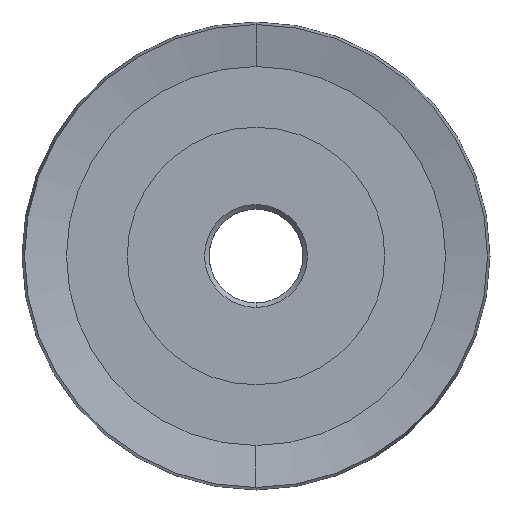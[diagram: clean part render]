
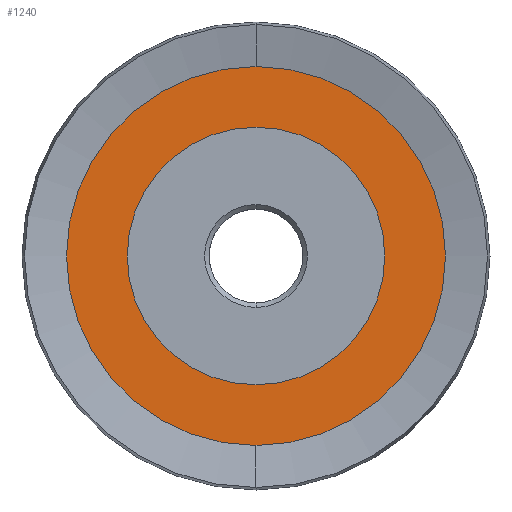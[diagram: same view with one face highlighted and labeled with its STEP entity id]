
A CAD part, left-side view. The second image highlights one B-rep face of the part: STEP entity #1240.
In plain terms, the highlighted planar face has unit normal (-1, 0, 0).
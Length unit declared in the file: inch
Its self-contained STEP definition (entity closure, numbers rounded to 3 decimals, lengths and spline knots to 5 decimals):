
#334 = CARTESIAN_POINT ( 'NONE',  ( 0.0325, 0., 0. ) ) ;
#530 = CIRCLE ( 'NONE', #5629, 0.344 ) ;
#535 = EDGE_CURVE ( 'NONE', #1970, #7672, #7997, .T. ) ;
#608 = EDGE_CURVE ( 'NONE', #7672, #1970, #2644, .T. ) ;
#726 = CARTESIAN_POINT ( 'NONE',  ( 0.0325, 0., -0.344 ) ) ;
#814 = FACE_BOUND ( 'NONE', #4840, .T. ) ;
#1024 = EDGE_CURVE ( 'NONE', #3832, #1839, #7322, .T. ) ;
#1202 = CARTESIAN_POINT ( 'NONE',  ( 0.0325, 0., 0. ) ) ;
#1240 = ADVANCED_FACE ( 'NONE', ( #814, #4073 ), #2420, .T. ) ;
#1517 = DIRECTION ( 'NONE',  ( -1., 0., 0. ) ) ;
#1542 = DIRECTION ( 'NONE',  ( -1., 0., 0. ) ) ;
#1687 = EDGE_CURVE ( 'NONE', #1839, #3832, #530, .T. ) ;
#1839 = VERTEX_POINT ( 'NONE', #2877 ) ;
#1851 = DIRECTION ( 'NONE',  ( 0., 0., 1. ) ) ;
#1970 = VERTEX_POINT ( 'NONE', #7544 ) ;
#2420 = PLANE ( 'NONE',  #3719 ) ;
#2644 = CIRCLE ( 'NONE', #3620, 0.50608 ) ;
#2877 = CARTESIAN_POINT ( 'NONE',  ( 0.0325, 0., 0.344 ) ) ;
#3053 = DIRECTION ( 'NONE',  ( 0., 0., 1. ) ) ;
#3313 = ORIENTED_EDGE ( 'NONE', *, *, #1024, .F. ) ;
#3394 = CARTESIAN_POINT ( 'NONE',  ( 0.0325, 0., 0. ) ) ;
#3620 = AXIS2_PLACEMENT_3D ( 'NONE', #5174, #1517, #5809 ) ;
#3719 = AXIS2_PLACEMENT_3D ( 'NONE', #1202, #6780, #3053 ) ;
#3832 = VERTEX_POINT ( 'NONE', #726 ) ;
#3861 = EDGE_LOOP ( 'NONE', ( #4281, #6706 ) ) ;
#3998 = DIRECTION ( 'NONE',  ( 0., 0., 1. ) ) ;
#4073 = FACE_OUTER_BOUND ( 'NONE', #3861, .T. ) ;
#4281 = ORIENTED_EDGE ( 'NONE', *, *, #608, .T. ) ;
#4630 = DIRECTION ( 'NONE',  ( -1., 0., 0. ) ) ;
#4703 = AXIS2_PLACEMENT_3D ( 'NONE', #5195, #1542, #5828 ) ;
#4840 = EDGE_LOOP ( 'NONE', ( #3313, #7830 ) ) ;
#5174 = CARTESIAN_POINT ( 'NONE',  ( 0.0325, 0., 0. ) ) ;
#5195 = CARTESIAN_POINT ( 'NONE',  ( 0.0325, 0., 0. ) ) ;
#5629 = AXIS2_PLACEMENT_3D ( 'NONE', #334, #4630, #1851 ) ;
#5809 = DIRECTION ( 'NONE',  ( 0., 0., 1. ) ) ;
#5828 = DIRECTION ( 'NONE',  ( 0., 0., 1. ) ) ;
#6706 = ORIENTED_EDGE ( 'NONE', *, *, #535, .T. ) ;
#6780 = DIRECTION ( 'NONE',  ( -1., 0., 0. ) ) ;
#7322 = CIRCLE ( 'NONE', #4703, 0.344 ) ;
#7371 = CARTESIAN_POINT ( 'NONE',  ( 0.0325, 0., 0.50608 ) ) ;
#7537 = AXIS2_PLACEMENT_3D ( 'NONE', #3394, #7754, #3998 ) ;
#7544 = CARTESIAN_POINT ( 'NONE',  ( 0.0325, 0., -0.50608 ) ) ;
#7672 = VERTEX_POINT ( 'NONE', #7371 ) ;
#7754 = DIRECTION ( 'NONE',  ( -1., 0., 0. ) ) ;
#7830 = ORIENTED_EDGE ( 'NONE', *, *, #1687, .F. ) ;
#7997 = CIRCLE ( 'NONE', #7537, 0.50608 ) ;
